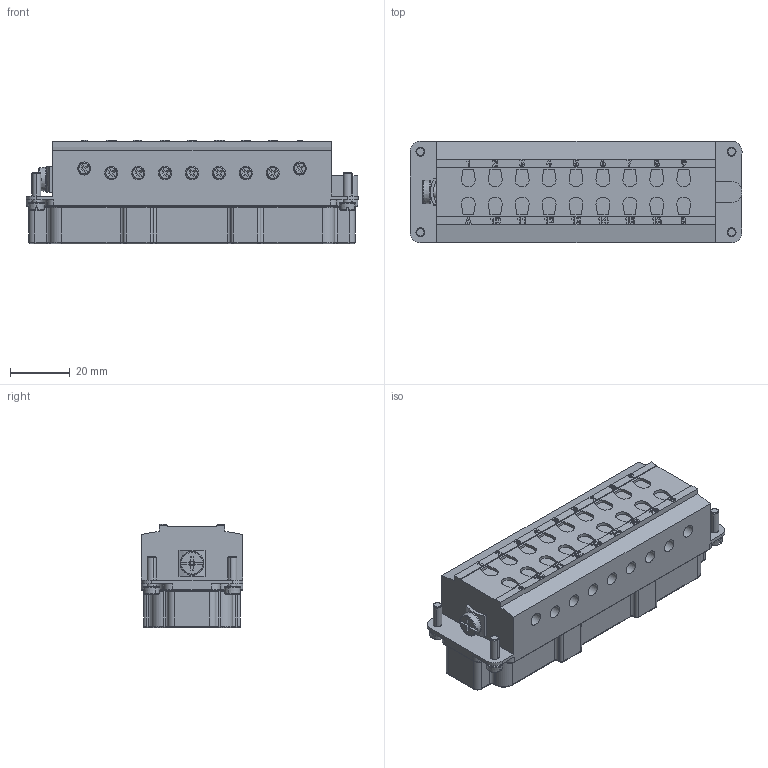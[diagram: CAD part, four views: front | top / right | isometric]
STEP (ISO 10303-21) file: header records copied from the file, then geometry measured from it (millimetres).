
FILE_DESCRIPTION(/* description */ (''),/* implementation_level */ '2;1');
FILE_NAME(/* name */ 'c146 10a016 002 3.stp',/* time_stamp */ '2018-02-01T13:34:06+01:00',/* author */ (''),/* organization */ (''),/* preprocessor_version */ 'ST-DEVELOPER v16',/* originating_system */ 'SIEMENS PLM Software NX 11.0',/* authorisation */ '');
FILE_SCHEMA (('AP203_CONFIGURATION_CONTROLLED_3D_DESIGN_OF_MECHANICAL_PARTS_AND_ASSEMBLIES_MIM_LF { 1 0 10303 403 2 1 2}'));
Products named in the file (1): 13245nxs001-01
Bounding box: 111 x 34 x 34.5 mm (x, y, z)
Volume: 76299.9 mm3; surface area: 24657.8 mm2
Topology: 1 solids, 2 shells, 2039 faces, 5295 edges, 3482 vertices
Faces by surface type: plane 1325, cylinder 315, extrusion 195, bspline 88, cone 64, torus 52
Full cylindrical faces by diameter (mm): 0.3 x2, 0.6 x6, 0.625 x2, 2.5 x18, 4 x2, 4.37 x18, 8 x1
Entity records: 72958 total; most frequent: CARTESIAN_POINT 21457, ORIENTED_EDGE 10390, DIRECTION 8577, EDGE_CURVE 5195, VERTEX_POINT 3459, VECTOR 3263, LINE 3068, AXIS2_PLACEMENT_3D 2657
